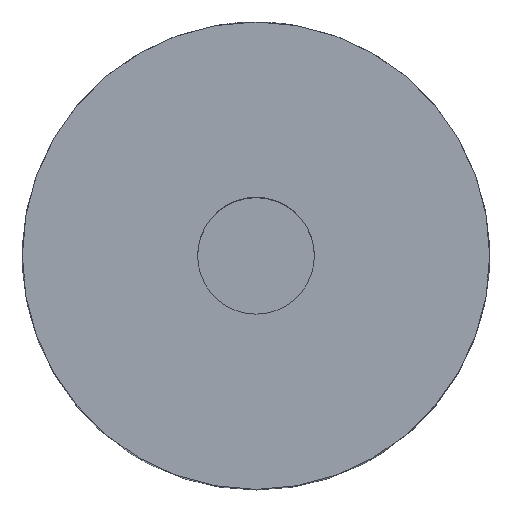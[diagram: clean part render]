
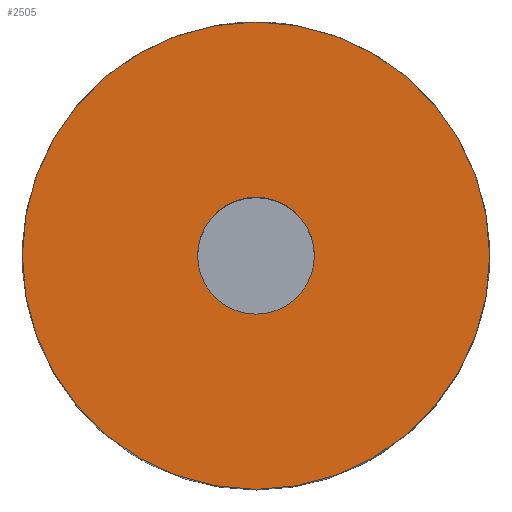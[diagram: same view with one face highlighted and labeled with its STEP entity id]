
A CAD part, top view. The second image highlights one B-rep face of the part: STEP entity #2505.
In plain terms, the highlighted planar face has unit normal (0, 0, 1).
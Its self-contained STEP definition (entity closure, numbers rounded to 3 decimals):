
#73 = DIRECTION ( 'NONE',  ( 0., 0., 1. ) ) ;
#168 = AXIS2_PLACEMENT_3D ( 'NONE', #1996, #2960, #2661 ) ;
#285 = VERTEX_POINT ( 'NONE', #2728 ) ;
#352 = ORIENTED_EDGE ( 'NONE', *, *, #670, .T. ) ;
#450 = CARTESIAN_POINT ( 'NONE',  ( 0., 0., 37. ) ) ;
#467 = EDGE_LOOP ( 'NONE', ( #352, #2456 ) ) ;
#670 = EDGE_CURVE ( 'NONE', #3085, #1017, #1006, .T. ) ;
#753 = DIRECTION ( 'NONE',  ( 0., 0., 1. ) ) ;
#773 = DIRECTION ( 'NONE',  ( 0., 0., 1. ) ) ;
#927 = CARTESIAN_POINT ( 'NONE',  ( 16., 0., 37. ) ) ;
#1006 = CIRCLE ( 'NONE', #1109, 16. ) ;
#1017 = VERTEX_POINT ( 'NONE', #927 ) ;
#1027 = CARTESIAN_POINT ( 'NONE',  ( -4., 0., 37. ) ) ;
#1034 = AXIS2_PLACEMENT_3D ( 'NONE', #450, #2213, #2554 ) ;
#1109 = AXIS2_PLACEMENT_3D ( 'NONE', #1528, #753, #3708 ) ;
#1216 = CARTESIAN_POINT ( 'NONE',  ( 0., 0., 37. ) ) ;
#1293 = CIRCLE ( 'NONE', #168, 4. ) ;
#1502 = CIRCLE ( 'NONE', #3248, 4. ) ;
#1518 = AXIS2_PLACEMENT_3D ( 'NONE', #2478, #773, #1905 ) ;
#1528 = CARTESIAN_POINT ( 'NONE',  ( 0., 0., 37. ) ) ;
#1905 = DIRECTION ( 'NONE',  ( 1., 0., 0. ) ) ;
#1990 = EDGE_CURVE ( 'NONE', #3203, #285, #1293, .T. ) ;
#1996 = CARTESIAN_POINT ( 'NONE',  ( 0., 0., 37. ) ) ;
#2010 = ORIENTED_EDGE ( 'NONE', *, *, #1990, .F. ) ;
#2108 = FACE_BOUND ( 'NONE', #2826, .T. ) ;
#2173 = PLANE ( 'NONE',  #1034 ) ;
#2212 = EDGE_CURVE ( 'NONE', #1017, #3085, #2257, .T. ) ;
#2213 = DIRECTION ( 'NONE',  ( 0., 0., 1. ) ) ;
#2257 = CIRCLE ( 'NONE', #1518, 16. ) ;
#2276 = EDGE_CURVE ( 'NONE', #285, #3203, #1502, .T. ) ;
#2390 = FACE_OUTER_BOUND ( 'NONE', #467, .T. ) ;
#2456 = ORIENTED_EDGE ( 'NONE', *, *, #2212, .T. ) ;
#2478 = CARTESIAN_POINT ( 'NONE',  ( 0., 0., 37. ) ) ;
#2505 = ADVANCED_FACE ( 'NONE', ( #2108, #2390 ), #2173, .T. ) ;
#2554 = DIRECTION ( 'NONE',  ( 1., 0., 0. ) ) ;
#2661 = DIRECTION ( 'NONE',  ( 1., 0., 0. ) ) ;
#2702 = ORIENTED_EDGE ( 'NONE', *, *, #2276, .F. ) ;
#2728 = CARTESIAN_POINT ( 'NONE',  ( 4., 0., 37. ) ) ;
#2826 = EDGE_LOOP ( 'NONE', ( #2702, #2010 ) ) ;
#2960 = DIRECTION ( 'NONE',  ( 0., 0., 1. ) ) ;
#3085 = VERTEX_POINT ( 'NONE', #3123 ) ;
#3123 = CARTESIAN_POINT ( 'NONE',  ( -16., 0., 37. ) ) ;
#3203 = VERTEX_POINT ( 'NONE', #1027 ) ;
#3248 = AXIS2_PLACEMENT_3D ( 'NONE', #1216, #73, #3605 ) ;
#3605 = DIRECTION ( 'NONE',  ( 1., 0., 0. ) ) ;
#3708 = DIRECTION ( 'NONE',  ( 1., 0., 0. ) ) ;
